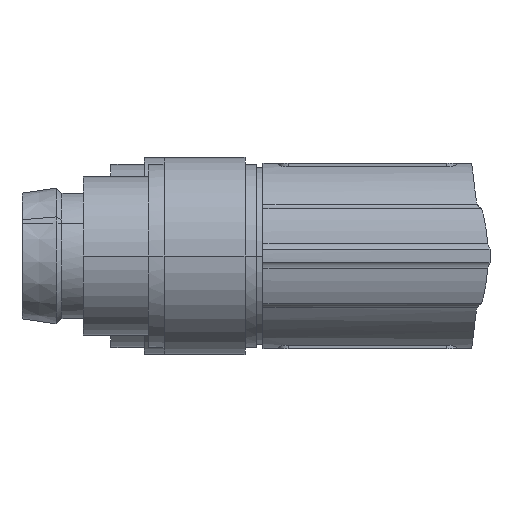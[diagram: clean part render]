
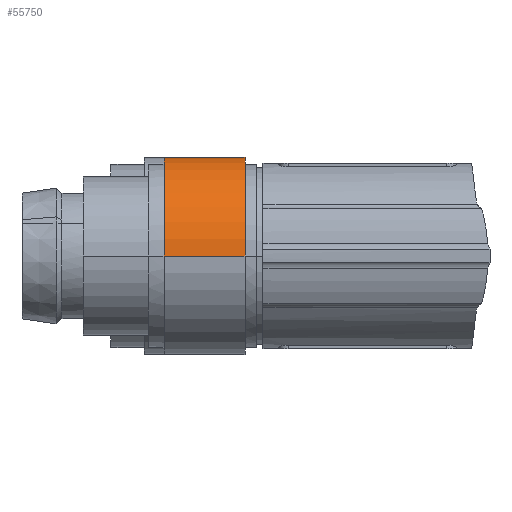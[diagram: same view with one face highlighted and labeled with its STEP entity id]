
A CAD part, left-side view. The second image highlights one B-rep face of the part: STEP entity #55750.
In plain terms, the highlighted cylindrical face has radius 5 mm (diameter 10 mm), a partial arc.
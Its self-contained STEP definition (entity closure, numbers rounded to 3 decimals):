
#55210=CARTESIAN_POINT('',(-23.,6.41,0.))
;
#55220=DIRECTION('',(0.,-1.,0.));
#55230=DIRECTION('',(-1.,0.,0.));
#55240=AXIS2_PLACEMENT_3D('',#55210,#55220,#55230);
#55250=CIRCLE('',#55240,5.);
#55260=CARTESIAN_POINT('',(-28.,6.41,0.));
#55270=VERTEX_POINT('',#55260);
#55280=CARTESIAN_POINT('',(-18.,6.41,0.))
;
#55290=VERTEX_POINT('',#55280);
#55320=EDGE_CURVE('',#55290,#55270,#55250,.T.);
#55440=CARTESIAN_POINT('',(-23.,6.41,0.))
;
#55450=DIRECTION('',(0.,-1.,0.));
#55460=DIRECTION('',(-1.,0.,0.));
#55470=AXIS2_PLACEMENT_3D('',#55440,#55450,#55460);
#55480=CYLINDRICAL_SURFACE('',#55470,5.);
#55490=CARTESIAN_POINT('',(-18.,6.41,0.))
;
#55500=DIRECTION('',(0.,-1.,0.));
#55510=VECTOR('',#55500,1.);
#55520=LINE('',#55490,#55510);
#55530=CARTESIAN_POINT('',(-18.,10.51,0.))
;
#55540=VERTEX_POINT('',#55530);
#55550=EDGE_CURVE('',#55540,#55290,#55520,.T.);
#55560=ORIENTED_EDGE('',*,*,#55550,.F.);
#55570=ORIENTED_EDGE('',*,*,#55320,.F.);
#55580=CARTESIAN_POINT('',(-28.,6.41,0.));
#55590=DIRECTION('',(0.,-1.,0.));
#55600=VECTOR('',#55590,1.);
#55610=LINE('',#55580,#55600);
#55620=CARTESIAN_POINT('',(-28.,10.51,0.))
;
#55630=VERTEX_POINT('',#55620);
#55640=EDGE_CURVE('',#55630,#55270,#55610,.T.);
#55650=ORIENTED_EDGE('',*,*,#55640,.T.);
#55660=CARTESIAN_POINT('',(-23.,10.51,0.))
;
#55670=DIRECTION('',(0.,-1.,0.));
#55680=DIRECTION('',(-1.,0.,0.));
#55690=AXIS2_PLACEMENT_3D('',#55660,#55670,#55680);
#55700=CIRCLE('',#55690,5.);
#55710=EDGE_CURVE('',#55540,#55630,#55700,.T.);
#55720=ORIENTED_EDGE('',*,*,#55710,.T.);
#55730=EDGE_LOOP('',(#55720,#55650,#55570,#55560));
#55740=FACE_OUTER_BOUND('',#55730,.T.);
#55750=ADVANCED_FACE('',(#55740),#55480,.T.);
